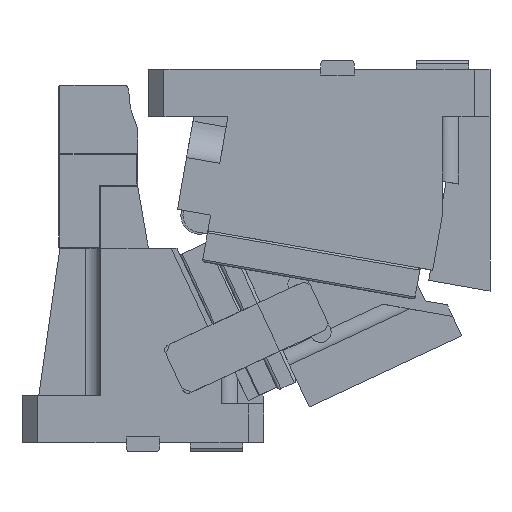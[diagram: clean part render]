
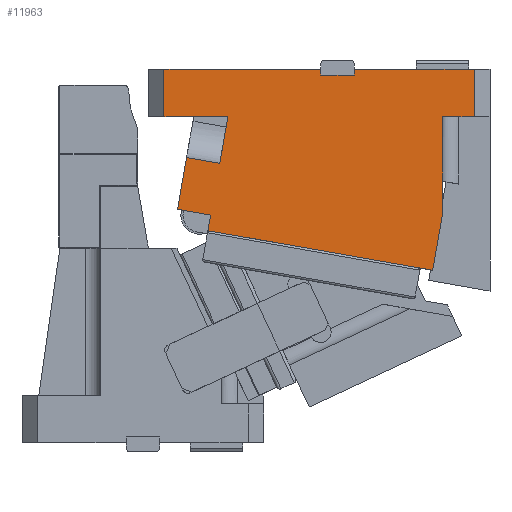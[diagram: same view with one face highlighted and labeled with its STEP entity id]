
A CAD part, front view. The second image highlights one B-rep face of the part: STEP entity #11963.
In plain terms, the highlighted planar face has unit normal (0, -1, 0).
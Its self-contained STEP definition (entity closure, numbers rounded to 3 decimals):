
#9920=CARTESIAN_POINT('Vertex',(400.,-45.,310.)) ;
#9923=CARTESIAN_POINT('Line Origine',(400.,-45.,264.071)) ;
#9927=CARTESIAN_POINT('Vertex',(400.,-45.,218.142)) ;
#10102=CARTESIAN_POINT('Vertex',(188.024,-45.,265.62)) ;
#10105=CARTESIAN_POINT('Line Origine',(191.937,-45.,287.81)) ;
#10109=CARTESIAN_POINT('Vertex',(195.849,-45.,310.)) ;
#11708=CARTESIAN_POINT('Vertex',(430.,-45.,310.)) ;
#11711=CARTESIAN_POINT('Line Origine',(415.,-45.,310.)) ;
#11845=CARTESIAN_POINT('Axis2P3D Location',(282.5,-45.,260.505)) ;
#11850=CARTESIAN_POINT('Line Origine',(152.17,-45.,246.556)) ;
#11854=CARTESIAN_POINT('Vertex',(156.511,-45.,271.176)) ;
#11856=CARTESIAN_POINT('Vertex',(147.829,-45.,221.936)) ;
#11859=CARTESIAN_POINT('Line Origine',(163.585,-45.,219.158)) ;
#11863=CARTESIAN_POINT('Vertex',(179.342,-45.,216.379)) ;
#11866=CARTESIAN_POINT('Line Origine',(178.039,-45.,208.993)) ;
#11870=CARTESIAN_POINT('Vertex',(176.737,-45.,201.607)) ;
#11873=CARTESIAN_POINT('Line Origine',(283.589,-45.,182.767)) ;
#11877=CARTESIAN_POINT('Vertex',(390.44,-45.,163.926)) ;
#11880=CARTESIAN_POINT('Line Origine',(395.22,-45.,191.034)) ;
#11885=CARTESIAN_POINT('Line Origine',(430.,-45.,332.5)) ;
#11889=CARTESIAN_POINT('Vertex',(430.,-45.,355.)) ;
#11892=CARTESIAN_POINT('Line Origine',(373.,-45.,355.)) ;
#11896=CARTESIAN_POINT('Vertex',(316.,-45.,355.)) ;
#11899=CARTESIAN_POINT('Line Origine',(316.,-45.,352.25)) ;
#11903=CARTESIAN_POINT('Vertex',(316.,-45.,349.5)) ;
#11906=CARTESIAN_POINT('Line Origine',(300.,-45.,349.5)) ;
#11910=CARTESIAN_POINT('Vertex',(284.,-45.,349.5)) ;
#11913=CARTESIAN_POINT('Line Origine',(284.,-45.,352.25)) ;
#11917=CARTESIAN_POINT('Vertex',(284.,-45.,355.)) ;
#11920=CARTESIAN_POINT('Line Origine',(209.5,-45.,355.)) ;
#11924=CARTESIAN_POINT('Vertex',(135.,-45.,355.)) ;
#11927=CARTESIAN_POINT('Line Origine',(135.,-45.,332.5)) ;
#11931=CARTESIAN_POINT('Vertex',(135.,-45.,310.)) ;
#11934=CARTESIAN_POINT('Line Origine',(165.425,-45.,310.)) ;
#11939=CARTESIAN_POINT('Line Origine',(172.268,-45.,268.398)) ;
#9924=DIRECTION('Vector Direction',(0.,0.,-1.)) ;
#10106=DIRECTION('Vector Direction',(-0.174,0.,-0.985)) ;
#11712=DIRECTION('Vector Direction',(1.,0.,0.)) ;
#11846=DIRECTION('Axis2P3D Direction',(0.,1.,-0.)) ;
#11847=DIRECTION('Axis2P3D XDirection',(-1.,0.,0.)) ;
#11851=DIRECTION('Vector Direction',(-0.174,0.,-0.985)) ;
#11860=DIRECTION('Vector Direction',(-0.985,0.,0.174)) ;
#11867=DIRECTION('Vector Direction',(-0.174,0.,-0.985)) ;
#11874=DIRECTION('Vector Direction',(-0.985,0.,0.174)) ;
#11881=DIRECTION('Vector Direction',(0.174,0.,0.985)) ;
#11886=DIRECTION('Vector Direction',(0.,0.,1.)) ;
#11893=DIRECTION('Vector Direction',(1.,0.,0.)) ;
#11900=DIRECTION('Vector Direction',(0.,0.,-1.)) ;
#11907=DIRECTION('Vector Direction',(1.,0.,0.)) ;
#11914=DIRECTION('Vector Direction',(0.,0.,1.)) ;
#11921=DIRECTION('Vector Direction',(1.,0.,0.)) ;
#11928=DIRECTION('Vector Direction',(0.,0.,-1.)) ;
#11935=DIRECTION('Vector Direction',(-1.,0.,0.)) ;
#11940=DIRECTION('Vector Direction',(0.985,0.,-0.174)) ;
#11848=AXIS2_PLACEMENT_3D('Plane Axis2P3D',#11845,#11846,#11847) ;
#11945=ORIENTED_EDGE('',*,*,#11858,.T.) ;
#11946=ORIENTED_EDGE('',*,*,#11865,.F.) ;
#11947=ORIENTED_EDGE('',*,*,#11872,.T.) ;
#11948=ORIENTED_EDGE('',*,*,#11879,.F.) ;
#11949=ORIENTED_EDGE('',*,*,#11884,.T.) ;
#11950=ORIENTED_EDGE('',*,*,#9929,.F.) ;
#11951=ORIENTED_EDGE('',*,*,#11715,.T.) ;
#11952=ORIENTED_EDGE('',*,*,#11891,.F.) ;
#11953=ORIENTED_EDGE('',*,*,#11898,.F.) ;
#11954=ORIENTED_EDGE('',*,*,#11905,.T.) ;
#11955=ORIENTED_EDGE('',*,*,#11912,.F.) ;
#11956=ORIENTED_EDGE('',*,*,#11919,.T.) ;
#11957=ORIENTED_EDGE('',*,*,#11926,.F.) ;
#11958=ORIENTED_EDGE('',*,*,#11933,.F.) ;
#11959=ORIENTED_EDGE('',*,*,#11938,.F.) ;
#11960=ORIENTED_EDGE('',*,*,#10111,.T.) ;
#11961=ORIENTED_EDGE('',*,*,#11943,.F.) ;
#9925=VECTOR('Line Direction',#9924,1.) ;
#10107=VECTOR('Line Direction',#10106,1.) ;
#11713=VECTOR('Line Direction',#11712,1.) ;
#11852=VECTOR('Line Direction',#11851,1.) ;
#11861=VECTOR('Line Direction',#11860,1.) ;
#11868=VECTOR('Line Direction',#11867,1.) ;
#11875=VECTOR('Line Direction',#11874,1.) ;
#11882=VECTOR('Line Direction',#11881,1.) ;
#11887=VECTOR('Line Direction',#11886,1.) ;
#11894=VECTOR('Line Direction',#11893,1.) ;
#11901=VECTOR('Line Direction',#11900,1.) ;
#11908=VECTOR('Line Direction',#11907,1.) ;
#11915=VECTOR('Line Direction',#11914,1.) ;
#11922=VECTOR('Line Direction',#11921,1.) ;
#11929=VECTOR('Line Direction',#11928,1.) ;
#11936=VECTOR('Line Direction',#11935,1.) ;
#11941=VECTOR('Line Direction',#11940,1.) ;
#11963=ADVANCED_FACE('CAM HOLDER',(#11962),#11849,.F.) ;
#9929=EDGE_CURVE('',#9921,#9928,#9926,.T.) ;
#10111=EDGE_CURVE('',#10110,#10103,#10108,.T.) ;
#11715=EDGE_CURVE('',#9921,#11709,#11714,.T.) ;
#11858=EDGE_CURVE('',#11855,#11857,#11853,.T.) ;
#11865=EDGE_CURVE('',#11864,#11857,#11862,.T.) ;
#11872=EDGE_CURVE('',#11864,#11871,#11869,.T.) ;
#11879=EDGE_CURVE('',#11878,#11871,#11876,.T.) ;
#11884=EDGE_CURVE('',#11878,#9928,#11883,.T.) ;
#11891=EDGE_CURVE('',#11890,#11709,#11888,.F.) ;
#11898=EDGE_CURVE('',#11897,#11890,#11895,.T.) ;
#11905=EDGE_CURVE('',#11897,#11904,#11902,.T.) ;
#11912=EDGE_CURVE('',#11911,#11904,#11909,.T.) ;
#11919=EDGE_CURVE('',#11911,#11918,#11916,.T.) ;
#11926=EDGE_CURVE('',#11925,#11918,#11923,.T.) ;
#11933=EDGE_CURVE('',#11932,#11925,#11930,.F.) ;
#11938=EDGE_CURVE('',#10110,#11932,#11937,.T.) ;
#11943=EDGE_CURVE('',#11855,#10103,#11942,.T.) ;
#11944=EDGE_LOOP('',(#11945,#11946,#11947,#11948,#11949,#11950,#11951,#11952,#11953,#11954,#11955,#11956,#11957,#11958,#11959,#11960,#11961)) ;
#11962=FACE_OUTER_BOUND('',#11944,.T.) ;
#9926=LINE('Line',#9923,#9925) ;
#10108=LINE('Line',#10105,#10107) ;
#11714=LINE('Line',#11711,#11713) ;
#11853=LINE('Line',#11850,#11852) ;
#11862=LINE('Line',#11859,#11861) ;
#11869=LINE('Line',#11866,#11868) ;
#11876=LINE('Line',#11873,#11875) ;
#11883=LINE('Line',#11880,#11882) ;
#11888=LINE('Line',#11885,#11887) ;
#11895=LINE('Line',#11892,#11894) ;
#11902=LINE('Line',#11899,#11901) ;
#11909=LINE('Line',#11906,#11908) ;
#11916=LINE('Line',#11913,#11915) ;
#11923=LINE('Line',#11920,#11922) ;
#11930=LINE('Line',#11927,#11929) ;
#11937=LINE('Line',#11934,#11936) ;
#11942=LINE('Line',#11939,#11941) ;
#11849=PLANE('Plane',#11848) ;
#9921=VERTEX_POINT('',#9920) ;
#9928=VERTEX_POINT('',#9927) ;
#10103=VERTEX_POINT('',#10102) ;
#10110=VERTEX_POINT('',#10109) ;
#11709=VERTEX_POINT('',#11708) ;
#11855=VERTEX_POINT('',#11854) ;
#11857=VERTEX_POINT('',#11856) ;
#11864=VERTEX_POINT('',#11863) ;
#11871=VERTEX_POINT('',#11870) ;
#11878=VERTEX_POINT('',#11877) ;
#11890=VERTEX_POINT('',#11889) ;
#11897=VERTEX_POINT('',#11896) ;
#11904=VERTEX_POINT('',#11903) ;
#11911=VERTEX_POINT('',#11910) ;
#11918=VERTEX_POINT('',#11917) ;
#11925=VERTEX_POINT('',#11924) ;
#11932=VERTEX_POINT('',#11931) ;
